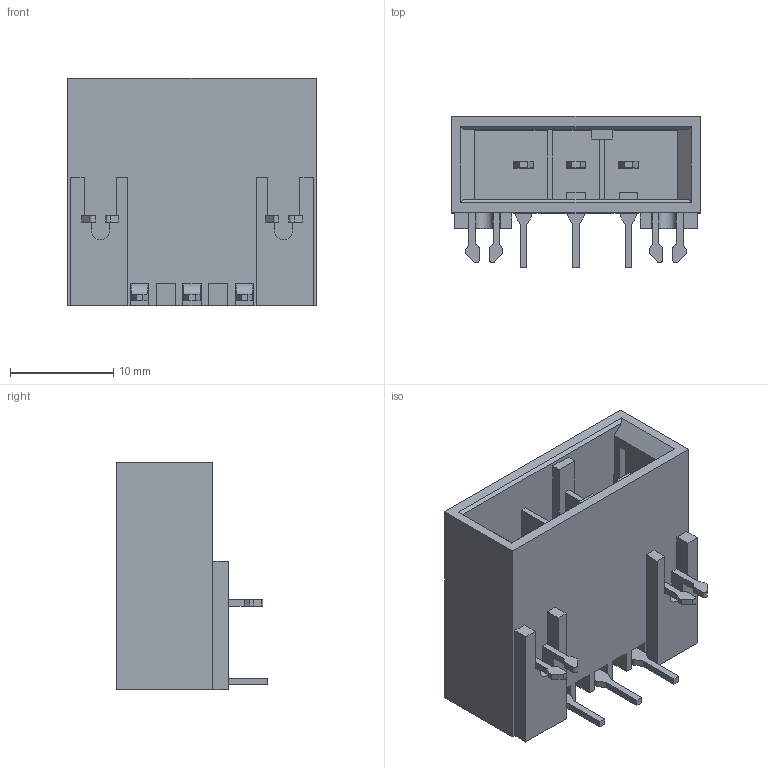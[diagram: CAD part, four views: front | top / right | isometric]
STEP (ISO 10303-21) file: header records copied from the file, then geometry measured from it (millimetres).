
FILE_DESCRIPTION((''),'2;1');
FILE_NAME('C-0178138-13-3','2007-09-06T',('workeradm'),('Tyco Electronics Corporation'),'PRO/ENGINEER BY PARAMETRIC TECHNOLOGY CORPORATION, 2005450','PRO/ENGINEER BY PARAMETRIC TECHNOLOGY CORPORATION, 2005450','');
FILE_SCHEMA(('CONFIG_CONTROL_DESIGN', 'GEOMETRIC_VALIDATION_PROPERTIES_MIM'));
Length unit declared in the file: millimetre
Products named in the file (1): C-0178138-13-3
Bounding box: 24.16 x 14.65 x 22.1 mm (x, y, z)
Volume: 2730.7 mm3; surface area: 3977.1 mm2
Topology: 1 solids, 1 shells, 207 faces, 577 edges, 382 vertices
Faces by surface type: plane 187, cylinder 20
Entity records: 6656 total; most frequent: CARTESIAN_POINT 1167, ORIENTED_EDGE 1154, DIRECTION 1031, EDGE_CURVE 577, VECTOR 537, LINE 537, VERTEX_POINT 382, AXIS2_PLACEMENT_3D 247
